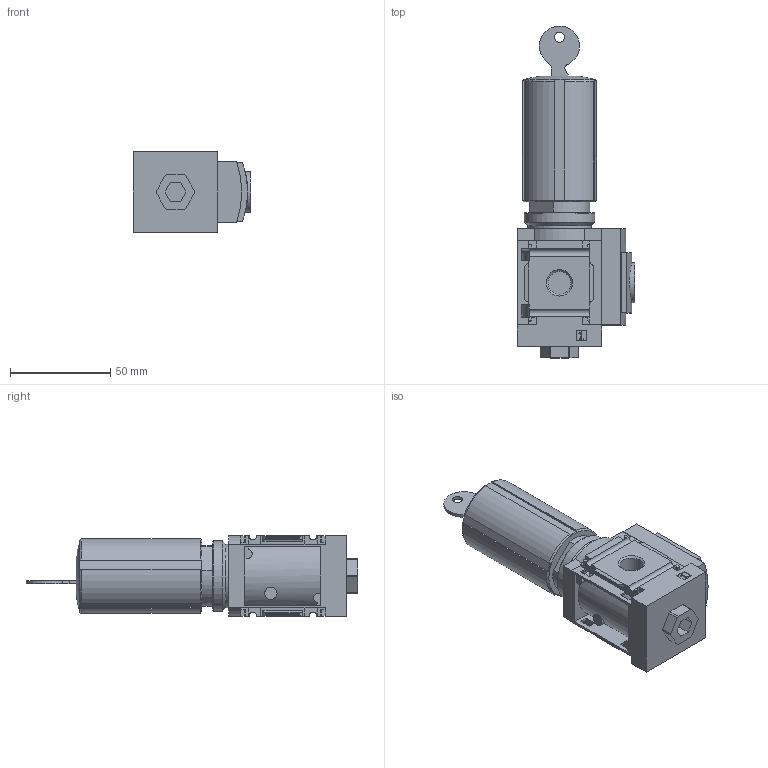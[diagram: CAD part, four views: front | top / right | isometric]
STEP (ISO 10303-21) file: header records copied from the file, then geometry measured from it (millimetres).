
FILE_DESCRIPTION(/* description */ ('STEP AP214'),/* implementation_level */ '2;1');
FILE_NAME(/* name */ '8190236_MS4-LR-1_4-D6-A8-E11',/* time_stamp */ '2024-09-09T18:23:20+02:00',/* author */ ('License CC BY-ND 4.0'),/* organization */ ('CADENAS'),/* preprocessor_version */ 'ST-DEVELOPER v19.3',/* originating_system */ 'PARTsolutions',/* authorisation */ ' ');
FILE_SCHEMA (('AUTOMOTIVE_DESIGN {1 0 10303 214 3 1 1}'));
Length unit declared in the file: millimetre
Products named in the file (3): 8190236 MS4-LR-1/4-D6-A8-E11; 527690 MS4-LR-1/4-D6-A8-E11-0D; 3343944 LRP-...-6
Assembly tree (2 placements, depth 2):
  8190236 MS4-LR-1/4-D6-A8-E11
    527690 MS4-LR-1/4-D6-A8-E11-0D
    3343944 LRP-...-6
Bounding box: 58.5 x 165.4 x 40.2 mm (x, y, z)
Volume: 181710.5 mm3; surface area: 31072.1 mm2
Topology: 2 solids, 2 shells, 290 faces, 804 edges, 530 vertices
Faces by surface type: plane 213, cylinder 59, cone 12, torus 6
Full cylindrical faces by diameter (mm): 5 x1, 6.1 x1, 8.566 x1, 11.445 x2, 20 x1, 28.376 x1, 31.6 x1, 35 x1
Entity records: 11174 total; most frequent: CARTESIAN_POINT 1749, ORIENTED_EDGE 1556, DIRECTION 1465, EDGE_CURVE 778, LINE 599, VECTOR 599, VERTEX_POINT 526, AXIS2_PLACEMENT_3D 433
